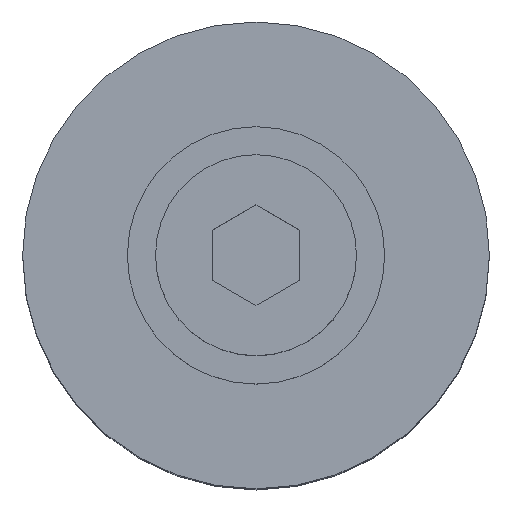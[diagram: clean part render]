
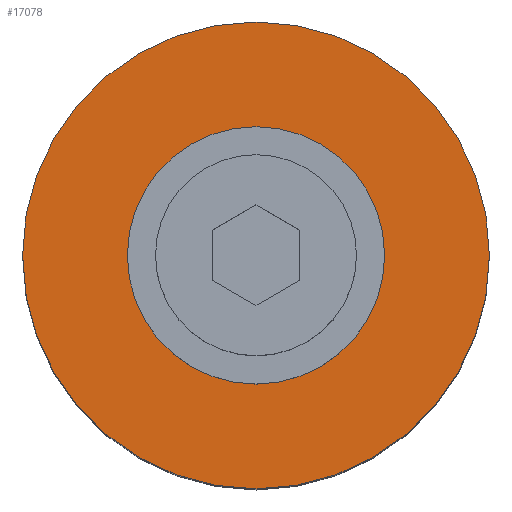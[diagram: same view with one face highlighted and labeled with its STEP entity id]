
A CAD part, top view. The second image highlights one B-rep face of the part: STEP entity #17078.
In plain terms, the highlighted planar face has unit normal (0, 0, 1).
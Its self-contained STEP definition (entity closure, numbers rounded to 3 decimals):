
#16948=CARTESIAN_POINT('Vertex',(8.,0.,2.)) ;
#16962=CARTESIAN_POINT('Vertex',(-8.,0.,2.)) ;
#16965=CARTESIAN_POINT('Axis2P3D Location',(0.,0.,2.)) ;
#16982=CARTESIAN_POINT('Axis2P3D Location',(0.,0.,2.)) ;
#16999=CARTESIAN_POINT('Axis2P3D Location',(0.,0.,2.)) ;
#17003=CARTESIAN_POINT('Vertex',(-3.,0.,2.)) ;
#17005=CARTESIAN_POINT('Vertex',(3.,0.,2.)) ;
#17034=CARTESIAN_POINT('Axis2P3D Location',(0.,0.,2.)) ;
#17065=CARTESIAN_POINT('Axis2P3D Location',(0.,0.,2.)) ;
#16966=DIRECTION('Axis2P3D Direction',(0.,0.,1.)) ;
#16983=DIRECTION('Axis2P3D Direction',(0.,0.,1.)) ;
#17000=DIRECTION('Axis2P3D Direction',(0.,0.,1.)) ;
#17035=DIRECTION('Axis2P3D Direction',(0.,0.,1.)) ;
#17066=DIRECTION('Axis2P3D Direction',(0.,0.,1.)) ;
#17067=DIRECTION('Axis2P3D XDirection',(1.,0.,0.)) ;
#16967=AXIS2_PLACEMENT_3D('Circle Axis2P3D',#16965,#16966,$) ;
#16984=AXIS2_PLACEMENT_3D('Circle Axis2P3D',#16982,#16983,$) ;
#17001=AXIS2_PLACEMENT_3D('Circle Axis2P3D',#16999,#17000,$) ;
#17036=AXIS2_PLACEMENT_3D('Circle Axis2P3D',#17034,#17035,$) ;
#17068=AXIS2_PLACEMENT_3D('Plane Axis2P3D',#17065,#17066,#17067) ;
#16968=CIRCLE('generated circle',#16967,8.) ;
#16985=CIRCLE('generated circle',#16984,8.) ;
#17002=CIRCLE('generated circle',#17001,3.) ;
#17037=CIRCLE('generated circle',#17036,3.) ;
#17069=PLANE('',#17068) ;
#17077=FACE_BOUND('',#17074,.T.) ;
#16969=EDGE_CURVE('',#16949,#16963,#16968,.T.) ;
#16986=EDGE_CURVE('',#16963,#16949,#16985,.T.) ;
#17007=EDGE_CURVE('',#17004,#17006,#17002,.T.) ;
#17038=EDGE_CURVE('',#17006,#17004,#17037,.T.) ;
#17071=ORIENTED_EDGE('',*,*,#16969,.T.) ;
#17072=ORIENTED_EDGE('',*,*,#16986,.T.) ;
#17075=ORIENTED_EDGE('',*,*,#17007,.F.) ;
#17076=ORIENTED_EDGE('',*,*,#17038,.F.) ;
#17070=EDGE_LOOP('',(#17071,#17072)) ;
#17074=EDGE_LOOP('',(#17075,#17076)) ;
#16949=VERTEX_POINT('',#16948) ;
#16963=VERTEX_POINT('',#16962) ;
#17004=VERTEX_POINT('',#17003) ;
#17006=VERTEX_POINT('',#17005) ;
#17078=ADVANCED_FACE('PartBody',(#17073,#17077),#17069,.T.) ;
#17073=FACE_OUTER_BOUND('',#17070,.T.) ;
